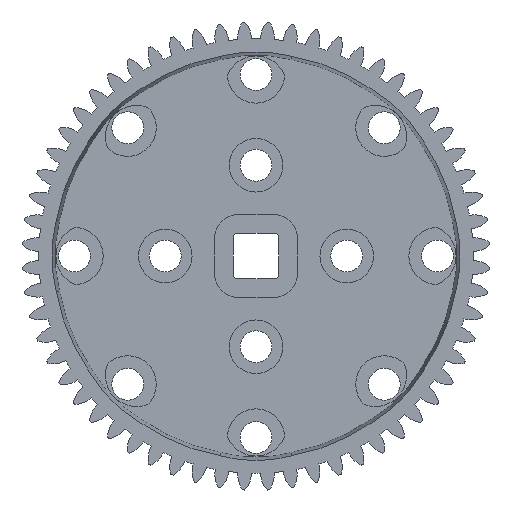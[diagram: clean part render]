
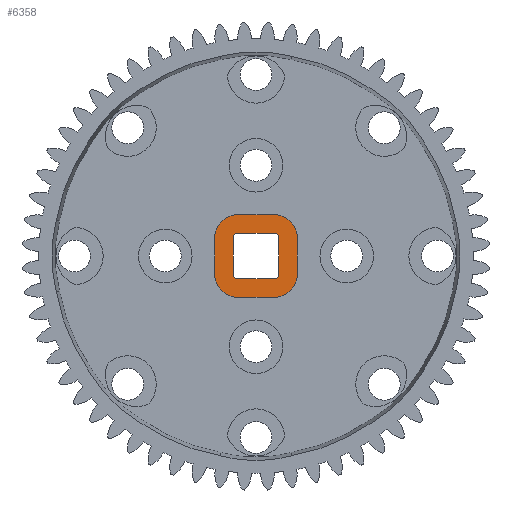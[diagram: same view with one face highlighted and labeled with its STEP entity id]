
A CAD part, front view. The second image highlights one B-rep face of the part: STEP entity #6358.
In plain terms, the highlighted planar face has unit normal (0, -1, 0).
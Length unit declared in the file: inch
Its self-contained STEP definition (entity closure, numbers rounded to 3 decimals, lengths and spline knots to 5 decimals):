
#4011 = DIRECTION ( 'NONE',  ( 0., 0., -1. ) ) ;
#4012 = DIRECTION ( 'NONE',  ( 0., -1., 0. ) ) ;
#4013 = CARTESIAN_POINT ( 'NONE',  ( 0.1, -0.19213, -0.1 ) ) ;
#4014 = AXIS2_PLACEMENT_3D ( 'NONE', #4013, #4012, #4011 ) ;
#4015 = CIRCLE ( 'NONE', #4014, 0.12756 ) ;
#4016 = CARTESIAN_POINT ( 'NONE',  ( 0.22756, -0.19213, -0.1 ) ) ;
#4202 = DIRECTION ( 'NONE',  ( 0., 0., -1. ) ) ;
#4203 = DIRECTION ( 'NONE',  ( 0., -1., 0. ) ) ;
#4204 = CARTESIAN_POINT ( 'NONE',  ( -0.1, -0.19213, 0.1 ) ) ;
#4205 = AXIS2_PLACEMENT_3D ( 'NONE', #4204, #4203, #4202 ) ;
#4206 = CIRCLE ( 'NONE', #4205, 0.12756 ) ;
#4207 = CARTESIAN_POINT ( 'NONE',  ( -0.22756, -0.19213, 0.1 ) ) ;
#4232 = DIRECTION ( 'NONE',  ( 0., 0., 1. ) ) ;
#4233 = VECTOR ( 'NONE', #4232, 39.37008 ) ;
#4234 = CARTESIAN_POINT ( 'NONE',  ( 0.22756, -0.19213, 0. ) ) ;
#4235 = LINE ( 'NONE', #4234, #4233 ) ;
#4248 = DIRECTION ( 'NONE',  ( 0., 0., -1. ) ) ;
#4249 = CARTESIAN_POINT ( 'NONE',  ( -0.22756, -0.19213, 0. ) ) ;
#4250 = LINE ( 'NONE', #4249, #4353 ) ;
#4251 = DIRECTION ( 'NONE',  ( 0., 0., -1. ) ) ;
#4252 = DIRECTION ( 'NONE',  ( 0., -1., 0. ) ) ;
#4253 = AXIS2_PLACEMENT_3D ( 'NONE', #4259, #4252, #4251 ) ;
#4254 = CIRCLE ( 'NONE', #4253, 0.12756 ) ;
#4259 = CARTESIAN_POINT ( 'NONE',  ( 0.1, -0.19213, 0.1 ) ) ;
#4308 = DIRECTION ( 'NONE',  ( -1., 0., 0. ) ) ;
#4309 = VECTOR ( 'NONE', #4308, 39.37008 ) ;
#4310 = CARTESIAN_POINT ( 'NONE',  ( 0., -0.19213, 0.22756 ) ) ;
#4311 = LINE ( 'NONE', #4310, #4309 ) ;
#4319 = CARTESIAN_POINT ( 'NONE',  ( -0.1, -0.19213, -0.22756 ) ) ;
#4320 = DIRECTION ( 'NONE',  ( 1., 0., 0. ) ) ;
#4321 = VECTOR ( 'NONE', #4320, 39.37008 ) ;
#4322 = CARTESIAN_POINT ( 'NONE',  ( 0., -0.19213, -0.22756 ) ) ;
#4323 = LINE ( 'NONE', #4322, #4321 ) ;
#4324 = CARTESIAN_POINT ( 'NONE',  ( 0.1, -0.19213, -0.22756 ) ) ;
#4339 = CARTESIAN_POINT ( 'NONE',  ( -0.1, -0.19213, 0.22756 ) ) ;
#4342 = CARTESIAN_POINT ( 'NONE',  ( -0.22756, -0.19213, -0.1 ) ) ;
#4353 = VECTOR ( 'NONE', #4248, 39.37008 ) ;
#4380 = CARTESIAN_POINT ( 'NONE',  ( 0.22756, -0.19213, 0.1 ) ) ;
#4559 = CARTESIAN_POINT ( 'NONE',  ( 0.1, -0.19213, 0.22756 ) ) ;
#4756 = DIRECTION ( 'NONE',  ( 0., 0., -1. ) ) ;
#4757 = DIRECTION ( 'NONE',  ( 0., -1., 0. ) ) ;
#4758 = CARTESIAN_POINT ( 'NONE',  ( -0.1, -0.19213, -0.1 ) ) ;
#4759 = AXIS2_PLACEMENT_3D ( 'NONE', #4758, #4757, #4756 ) ;
#4760 = CIRCLE ( 'NONE', #4759, 0.12756 ) ;
#6239 = ORIENTED_EDGE ( 'NONE', *, *, #9112, .T. ) ;
#6248 = VERTEX_POINT ( 'NONE', #11197 ) ;
#6252 = EDGE_CURVE ( 'NONE', #6253, #6254, #11196, .T. ) ;
#6253 = VERTEX_POINT ( 'NONE', #11191 ) ;
#6254 = VERTEX_POINT ( 'NONE', #11190 ) ;
#6262 = EDGE_LOOP ( 'NONE', ( #6359, #6361, #6362, #6364, #6365, #6368, #6264, #6266 ) ) ;
#6264 = ORIENTED_EDGE ( 'NONE', *, *, #6265, .T. ) ;
#6265 = EDGE_CURVE ( 'NONE', #6370, #6312, #11172, .T. ) ;
#6266 = ORIENTED_EDGE ( 'NONE', *, *, #6311, .T. ) ;
#6311 = EDGE_CURVE ( 'NONE', #6312, #6313, #11375, .T. ) ;
#6312 = VERTEX_POINT ( 'NONE', #11500 ) ;
#6313 = VERTEX_POINT ( 'NONE', #11499 ) ;
#6324 = ORIENTED_EDGE ( 'NONE', *, *, #9103, .T. ) ;
#6337 = EDGE_LOOP ( 'NONE', ( #6513, #6514, #6386, #6387, #6398, #6504, #6324, #6239 ) ) ;
#6358 = ADVANCED_FACE ( 'NONE', ( #11585, #11584 ), #11583, .T. ) ;
#6359 = ORIENTED_EDGE ( 'NONE', *, *, #6360, .T. ) ;
#6360 = EDGE_CURVE ( 'NONE', #6313, #6467, #11362, .T. ) ;
#6361 = ORIENTED_EDGE ( 'NONE', *, *, #6536, .T. ) ;
#6362 = ORIENTED_EDGE ( 'NONE', *, *, #6363, .T. ) ;
#6363 = EDGE_CURVE ( 'NONE', #6248, #6253, #11358, .T. ) ;
#6364 = ORIENTED_EDGE ( 'NONE', *, *, #6252, .T. ) ;
#6365 = ORIENTED_EDGE ( 'NONE', *, *, #6366, .T. ) ;
#6366 = EDGE_CURVE ( 'NONE', #6254, #6367, #11354, .T. ) ;
#6367 = VERTEX_POINT ( 'NONE', #11374 ) ;
#6368 = ORIENTED_EDGE ( 'NONE', *, *, #6369, .T. ) ;
#6369 = EDGE_CURVE ( 'NONE', #6367, #6370, #11373, .T. ) ;
#6370 = VERTEX_POINT ( 'NONE', #11368 ) ;
#6386 = ORIENTED_EDGE ( 'NONE', *, *, #9164, .T. ) ;
#6387 = ORIENTED_EDGE ( 'NONE', *, *, #9085, .T. ) ;
#6398 = ORIENTED_EDGE ( 'NONE', *, *, #9126, .T. ) ;
#6467 = VERTEX_POINT ( 'NONE', #11699 ) ;
#6504 = ORIENTED_EDGE ( 'NONE', *, *, #9141, .T. ) ;
#6513 = ORIENTED_EDGE ( 'NONE', *, *, #9145, .T. ) ;
#6514 = ORIENTED_EDGE ( 'NONE', *, *, #9405, .T. ) ;
#6536 = EDGE_CURVE ( 'NONE', #6467, #6248, #11727, .T. ) ;
#9083 = VERTEX_POINT ( 'NONE', #4016 ) ;
#9085 = EDGE_CURVE ( 'NONE', #9162, #9083, #4015, .T. ) ;
#9103 = EDGE_CURVE ( 'NONE', #9302, #9156, #4311, .T. ) ;
#9110 = VERTEX_POINT ( 'NONE', #4207 ) ;
#9112 = EDGE_CURVE ( 'NONE', #9156, #9110, #4206, .T. ) ;
#9126 = EDGE_CURVE ( 'NONE', #9083, #9212, #4235, .T. ) ;
#9141 = EDGE_CURVE ( 'NONE', #9212, #9302, #4254, .T. ) ;
#9145 = EDGE_CURVE ( 'NONE', #9110, #9152, #4250, .T. ) ;
#9152 = VERTEX_POINT ( 'NONE', #4342 ) ;
#9156 = VERTEX_POINT ( 'NONE', #4339 ) ;
#9162 = VERTEX_POINT ( 'NONE', #4324 ) ;
#9164 = EDGE_CURVE ( 'NONE', #9165, #9162, #4323, .T. ) ;
#9165 = VERTEX_POINT ( 'NONE', #4319 ) ;
#9212 = VERTEX_POINT ( 'NONE', #4380 ) ;
#9302 = VERTEX_POINT ( 'NONE', #4559 ) ;
#9405 = EDGE_CURVE ( 'NONE', #9152, #9165, #4760, .T. ) ;
#11169 = DIRECTION ( 'NONE',  ( 0., 0., -1. ) ) ;
#11170 = VECTOR ( 'NONE', #11169, 39.37008 ) ;
#11171 = CARTESIAN_POINT ( 'NONE',  ( 0.125, -0.19213, -0.1 ) ) ;
#11172 = LINE ( 'NONE', #11171, #11170 ) ;
#11190 = CARTESIAN_POINT ( 'NONE',  ( -0.1, -0.19213, 0.125 ) ) ;
#11191 = CARTESIAN_POINT ( 'NONE',  ( -0.125, -0.19213, 0.1 ) ) ;
#11192 = DIRECTION ( 'NONE',  ( 0., 0., 1. ) ) ;
#11193 = DIRECTION ( 'NONE',  ( 0., 1., 0. ) ) ;
#11194 = CARTESIAN_POINT ( 'NONE',  ( -0.1, -0.19213, 0.1 ) ) ;
#11195 = AXIS2_PLACEMENT_3D ( 'NONE', #11194, #11193, #11192 ) ;
#11196 = CIRCLE ( 'NONE', #11195, 0.025 ) ;
#11197 = CARTESIAN_POINT ( 'NONE',  ( -0.125, -0.19213, -0.1 ) ) ;
#11351 = DIRECTION ( 'NONE',  ( 1., 0., 0. ) ) ;
#11352 = VECTOR ( 'NONE', #11351, 39.37008 ) ;
#11353 = CARTESIAN_POINT ( 'NONE',  ( -0.1, -0.19213, 0.125 ) ) ;
#11354 = LINE ( 'NONE', #11353, #11352 ) ;
#11355 = DIRECTION ( 'NONE',  ( 0., 0., 1. ) ) ;
#11356 = VECTOR ( 'NONE', #11355, 39.37008 ) ;
#11357 = CARTESIAN_POINT ( 'NONE',  ( -0.125, -0.19213, -0.1 ) ) ;
#11358 = LINE ( 'NONE', #11357, #11356 ) ;
#11359 = DIRECTION ( 'NONE',  ( -1., 0., 0. ) ) ;
#11360 = VECTOR ( 'NONE', #11359, 39.37008 ) ;
#11361 = CARTESIAN_POINT ( 'NONE',  ( -0.1, -0.19213, -0.125 ) ) ;
#11362 = LINE ( 'NONE', #11361, #11360 ) ;
#11368 = CARTESIAN_POINT ( 'NONE',  ( 0.125, -0.19213, 0.1 ) ) ;
#11369 = DIRECTION ( 'NONE',  ( 0., 0., 1. ) ) ;
#11370 = DIRECTION ( 'NONE',  ( 0., 1., 0. ) ) ;
#11371 = CARTESIAN_POINT ( 'NONE',  ( 0.1, -0.19213, 0.1 ) ) ;
#11372 = AXIS2_PLACEMENT_3D ( 'NONE', #11371, #11370, #11369 ) ;
#11373 = CIRCLE ( 'NONE', #11372, 0.025 ) ;
#11374 = CARTESIAN_POINT ( 'NONE',  ( 0.1, -0.19213, 0.125 ) ) ;
#11375 = CIRCLE ( 'NONE', #11503, 0.025 ) ;
#11376 = CARTESIAN_POINT ( 'NONE',  ( 0.1, -0.19213, -0.1 ) ) ;
#11499 = CARTESIAN_POINT ( 'NONE',  ( 0.1, -0.19213, -0.125 ) ) ;
#11500 = CARTESIAN_POINT ( 'NONE',  ( 0.125, -0.19213, -0.1 ) ) ;
#11501 = DIRECTION ( 'NONE',  ( 0., 0., 1. ) ) ;
#11502 = DIRECTION ( 'NONE',  ( 0., 1., 0. ) ) ;
#11503 = AXIS2_PLACEMENT_3D ( 'NONE', #11376, #11502, #11501 ) ;
#11579 = DIRECTION ( 'NONE',  ( 0., 0., -1. ) ) ;
#11580 = DIRECTION ( 'NONE',  ( 0., -1., 0. ) ) ;
#11581 = AXIS2_PLACEMENT_3D ( 'NONE', #11582, #11580, #11579 ) ;
#11582 = CARTESIAN_POINT ( 'NONE',  ( 0., -0.19213, 0. ) ) ;
#11583 = PLANE ( 'NONE',  #11581 ) ;
#11584 = FACE_OUTER_BOUND ( 'NONE', #6337, .T. ) ;
#11585 = FACE_BOUND ( 'NONE', #6262, .T. ) ;
#11699 = CARTESIAN_POINT ( 'NONE',  ( -0.1, -0.19213, -0.125 ) ) ;
#11723 = DIRECTION ( 'NONE',  ( 0., 0., 1. ) ) ;
#11724 = DIRECTION ( 'NONE',  ( 0., 1., 0. ) ) ;
#11725 = CARTESIAN_POINT ( 'NONE',  ( -0.1, -0.19213, -0.1 ) ) ;
#11726 = AXIS2_PLACEMENT_3D ( 'NONE', #11725, #11724, #11723 ) ;
#11727 = CIRCLE ( 'NONE', #11726, 0.025 ) ;
